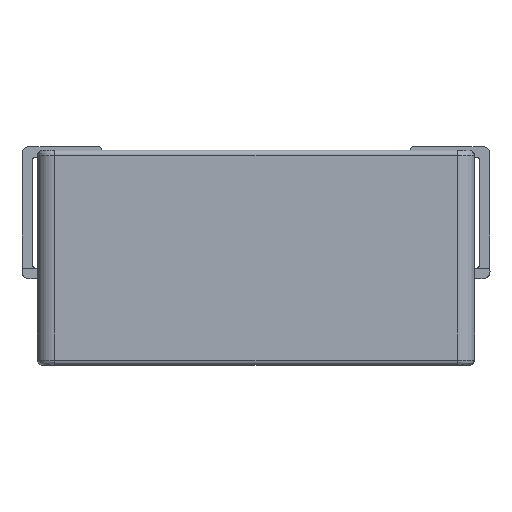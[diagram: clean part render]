
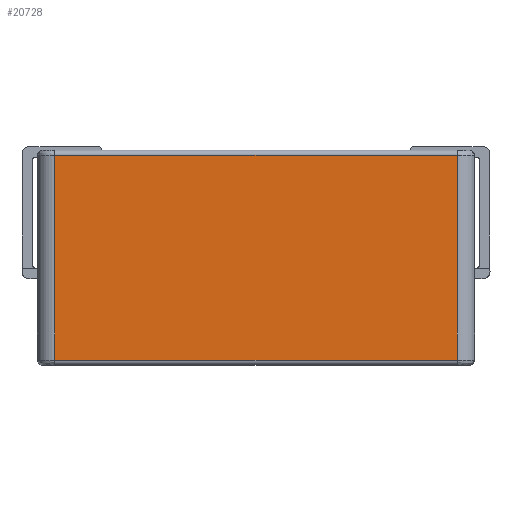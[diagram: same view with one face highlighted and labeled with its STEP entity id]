
A CAD part, left-side view. The second image highlights one B-rep face of the part: STEP entity #20728.
In plain terms, the highlighted planar face has unit normal (-1, 0, 0).
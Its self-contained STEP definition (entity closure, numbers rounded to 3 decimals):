
#792 = DIRECTION ( 'NONE',  ( 0., 1., 0. ) ) ;
#1106 = DIRECTION ( 'NONE',  ( 0., -1., 0. ) ) ;
#1300 = CARTESIAN_POINT ( 'NONE',  ( -6.3, 5.8, -2.35 ) ) ;
#1432 = LINE ( 'NONE', #21763, #10304 ) ;
#2321 = LINE ( 'NONE', #17467, #16245 ) ;
#3534 = VECTOR ( 'NONE', #22746, 1000. ) ;
#3889 = CARTESIAN_POINT ( 'NONE',  ( -6.3, -5.8, 3.55 ) ) ;
#5188 = ORIENTED_EDGE ( 'NONE', *, *, #8211, .F. ) ;
#6743 = CARTESIAN_POINT ( 'NONE',  ( -6.3, 5.8, 3.55 ) ) ;
#6839 = FACE_OUTER_BOUND ( 'NONE', #14457, .T. ) ;
#6895 = ORIENTED_EDGE ( 'NONE', *, *, #22362, .F. ) ;
#7741 = VERTEX_POINT ( 'NONE', #16290 ) ;
#8211 = EDGE_CURVE ( 'NONE', #7741, #18764, #9639, .T. ) ;
#9639 = LINE ( 'NONE', #11500, #19623 ) ;
#9706 = CARTESIAN_POINT ( 'NONE',  ( -6.3, -5.8, -2.5 ) ) ;
#9849 = EDGE_CURVE ( 'NONE', #18764, #12295, #1432, .T. ) ;
#9940 = VERTEX_POINT ( 'NONE', #3889 ) ;
#10304 = VECTOR ( 'NONE', #23619, 1000. ) ;
#10601 = CARTESIAN_POINT ( 'NONE',  ( -6.3, -5.8, -2.5 ) ) ;
#11500 = CARTESIAN_POINT ( 'NONE',  ( -6.3, -5.8, -2.35 ) ) ;
#12295 = VERTEX_POINT ( 'NONE', #6743 ) ;
#12424 = PLANE ( 'NONE',  #18535 ) ;
#12501 = DIRECTION ( 'NONE',  ( 0., 0., -1. ) ) ;
#14457 = EDGE_LOOP ( 'NONE', ( #6895, #21999, #5188, #17357 ) ) ;
#16245 = VECTOR ( 'NONE', #1106, 1000. ) ;
#16290 = CARTESIAN_POINT ( 'NONE',  ( -6.3, -5.8, -2.35 ) ) ;
#17357 = ORIENTED_EDGE ( 'NONE', *, *, #20600, .F. ) ;
#17467 = CARTESIAN_POINT ( 'NONE',  ( -6.3, -5.8, 3.55 ) ) ;
#17536 = LINE ( 'NONE', #9706, #3534 ) ;
#18535 = AXIS2_PLACEMENT_3D ( 'NONE', #10601, #23634, #12501 ) ;
#18764 = VERTEX_POINT ( 'NONE', #1300 ) ;
#19623 = VECTOR ( 'NONE', #792, 1000. ) ;
#20600 = EDGE_CURVE ( 'NONE', #9940, #7741, #17536, .T. ) ;
#20728 = ADVANCED_FACE ( 'NONE', ( #6839 ), #12424, .F. ) ;
#21763 = CARTESIAN_POINT ( 'NONE',  ( -6.3, 5.8, -2.5 ) ) ;
#21999 = ORIENTED_EDGE ( 'NONE', *, *, #9849, .F. ) ;
#22362 = EDGE_CURVE ( 'NONE', #12295, #9940, #2321, .T. ) ;
#22746 = DIRECTION ( 'NONE',  ( 0., 0., -1. ) ) ;
#23619 = DIRECTION ( 'NONE',  ( 0., 0., 1. ) ) ;
#23634 = DIRECTION ( 'NONE',  ( 1., 0., 0. ) ) ;
